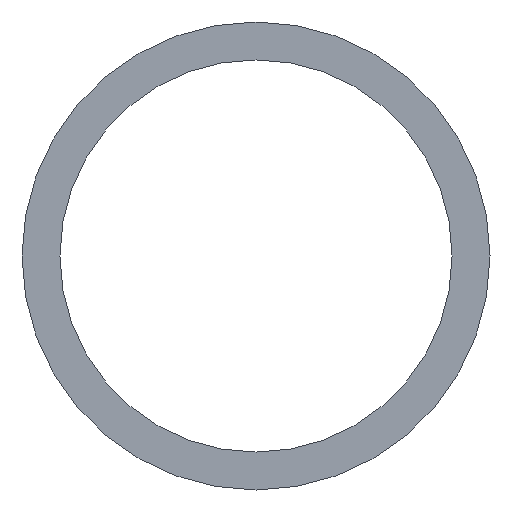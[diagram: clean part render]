
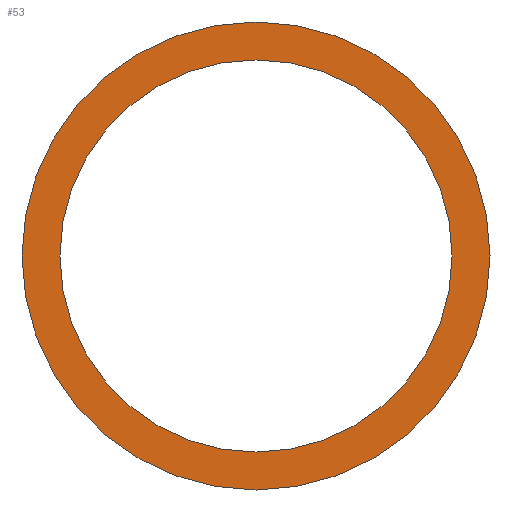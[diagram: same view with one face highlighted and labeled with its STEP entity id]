
A CAD part, front view. The second image highlights one B-rep face of the part: STEP entity #53.
In plain terms, the highlighted planar face has unit normal (0, -1, 0).
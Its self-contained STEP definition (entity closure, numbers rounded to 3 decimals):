
#21 = ORIENTED_EDGE ( 'NONE', *, *, #29, .F. ) ;
#24 = EDGE_CURVE ( 'NONE', #299, #340, #402, .T. ) ;
#26 = DIRECTION ( 'NONE',  ( 0., 0., 1. ) ) ;
#29 = EDGE_CURVE ( 'NONE', #301, #367, #352, .T. ) ;
#48 = CARTESIAN_POINT ( 'NONE',  ( 0., 0., 0. ) ) ;
#53 = ADVANCED_FACE ( 'NONE', ( #113, #209 ), #388, .F. ) ;
#73 = EDGE_LOOP ( 'NONE', ( #249, #133 ) ) ;
#84 = CARTESIAN_POINT ( 'NONE',  ( 0., 0., -77.5 ) ) ;
#94 = CARTESIAN_POINT ( 'NONE',  ( 0., 0., 77.5 ) ) ;
#113 = FACE_OUTER_BOUND ( 'NONE', #307, .T. ) ;
#124 = CARTESIAN_POINT ( 'NONE',  ( 0., 0., 0. ) ) ;
#133 = ORIENTED_EDGE ( 'NONE', *, *, #292, .T. ) ;
#142 = DIRECTION ( 'NONE',  ( 0., 0., 1. ) ) ;
#150 = DIRECTION ( 'NONE',  ( 0., 0., 1. ) ) ;
#158 = CIRCLE ( 'NONE', #408, 92.5 ) ;
#167 = AXIS2_PLACEMENT_3D ( 'NONE', #175, #176, #279 ) ;
#175 = CARTESIAN_POINT ( 'NONE',  ( 0., 0., 0. ) ) ;
#176 = DIRECTION ( 'NONE',  ( 0., 1., 0. ) ) ;
#182 = DIRECTION ( 'NONE',  ( 0., 1., 0. ) ) ;
#203 = AXIS2_PLACEMENT_3D ( 'NONE', #48, #182, #142 ) ;
#204 = ORIENTED_EDGE ( 'NONE', *, *, #330, .F. ) ;
#209 = FACE_BOUND ( 'NONE', #73, .T. ) ;
#217 = DIRECTION ( 'NONE',  ( 0., 1., 0. ) ) ;
#249 = ORIENTED_EDGE ( 'NONE', *, *, #24, .T. ) ;
#262 = CARTESIAN_POINT ( 'NONE',  ( 0., 0., -92.5 ) ) ;
#278 = AXIS2_PLACEMENT_3D ( 'NONE', #124, #217, #150 ) ;
#279 = DIRECTION ( 'NONE',  ( 0., 0., 1. ) ) ;
#288 = AXIS2_PLACEMENT_3D ( 'NONE', #314, #420, #417 ) ;
#292 = EDGE_CURVE ( 'NONE', #340, #299, #378, .T. ) ;
#299 = VERTEX_POINT ( 'NONE', #84 ) ;
#301 = VERTEX_POINT ( 'NONE', #262 ) ;
#307 = EDGE_LOOP ( 'NONE', ( #21, #204 ) ) ;
#314 = CARTESIAN_POINT ( 'NONE',  ( 0., 0., 0. ) ) ;
#330 = EDGE_CURVE ( 'NONE', #367, #301, #158, .T. ) ;
#340 = VERTEX_POINT ( 'NONE', #94 ) ;
#352 = CIRCLE ( 'NONE', #167, 92.5 ) ;
#353 = DIRECTION ( 'NONE',  ( 0., 1., 0. ) ) ;
#367 = VERTEX_POINT ( 'NONE', #370 ) ;
#370 = CARTESIAN_POINT ( 'NONE',  ( 0., 0., 92.5 ) ) ;
#378 = CIRCLE ( 'NONE', #278, 77.5 ) ;
#388 = PLANE ( 'NONE',  #288 ) ;
#393 = CARTESIAN_POINT ( 'NONE',  ( 0., 0., 0. ) ) ;
#402 = CIRCLE ( 'NONE', #203, 77.5 ) ;
#408 = AXIS2_PLACEMENT_3D ( 'NONE', #393, #353, #26 ) ;
#417 = DIRECTION ( 'NONE',  ( 0., 0., 1. ) ) ;
#420 = DIRECTION ( 'NONE',  ( 0., 1., 0. ) ) ;
